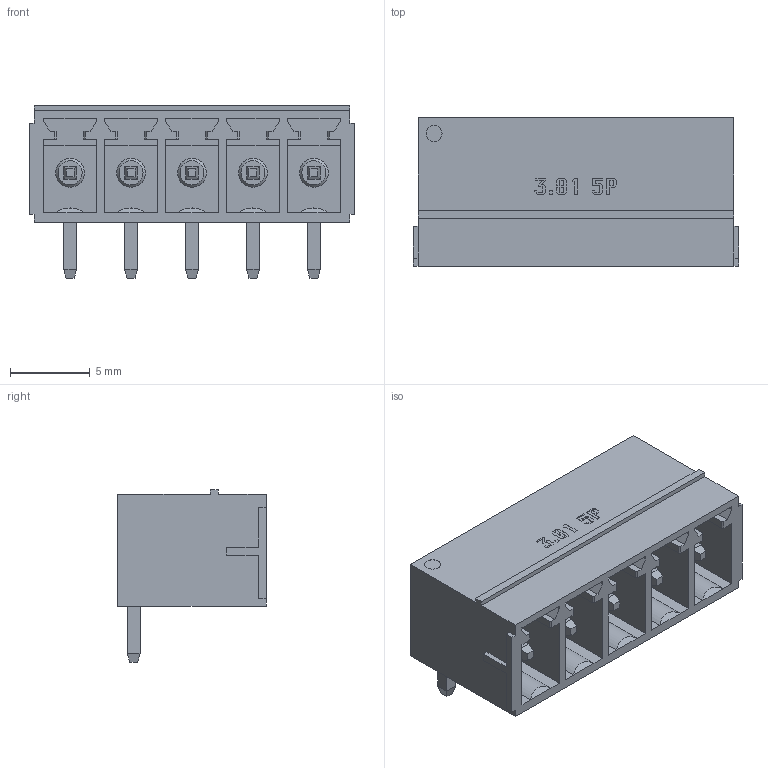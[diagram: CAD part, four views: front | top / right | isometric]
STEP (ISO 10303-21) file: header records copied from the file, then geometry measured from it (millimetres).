
FILE_DESCRIPTION(/* description */ ('model of Conn_Universal-3.81-5P-SIDE'),/* implementation_level */ '2;1');
FILE_NAME(/* name */ 'Conn_Universal-3.81-5P-SIDE.stp',/* time_stamp */ '2015-12-05T23:10:03',/* author */ ('Joan The Spark',''),/* organization */ (''),/* preprocessor_version */ '',/* originating_system */ '',/* authorisation */ '');
FILE_SCHEMA (('AUTOMOTIVE_DESIGN { 1 0 10303 214 3 1 1 }'));
Length unit declared in the file: millimetre
Products named in the file (1): Conn_Universal-3.81-xP-SIDE
Bounding box: 20.35 x 9.3 x 10.8 mm (x, y, z)
Volume: 636.7 mm3; surface area: 1901.3 mm2
Topology: 1 solids, 1 shells, 400 faces, 1049 edges, 681 vertices
Faces by surface type: plane 379, cylinder 16, cone 5
Full cylindrical faces by diameter (mm): 1 x1, 1.8 x5
Entity records: 12288 total; most frequent: CARTESIAN_POINT 2120, ORIENTED_EDGE 2076, DIRECTION 1877, EDGE_CURVE 1038, LINE 1001, VECTOR 1001, VERTEX_POINT 681, EDGE_LOOP 441
